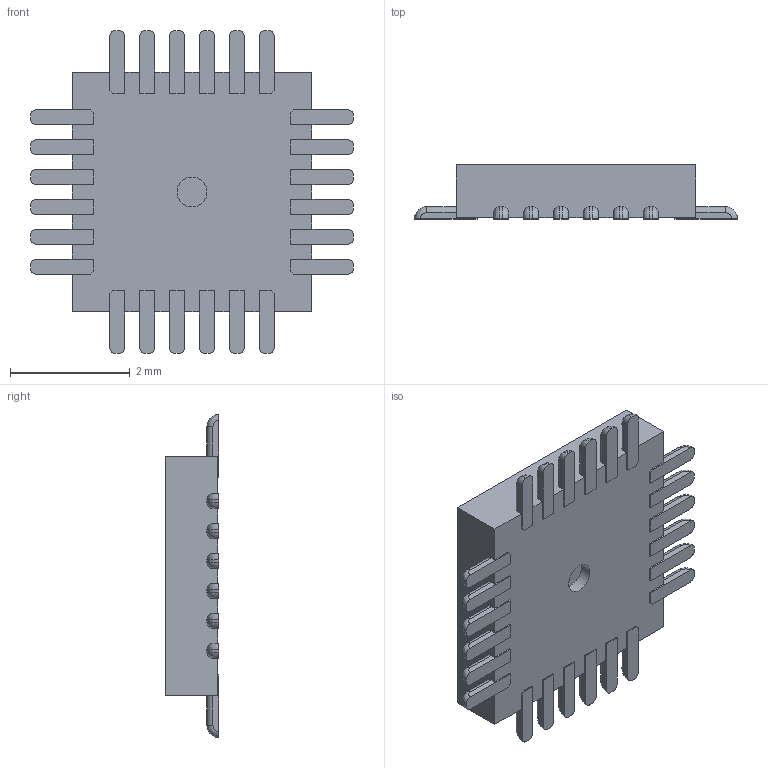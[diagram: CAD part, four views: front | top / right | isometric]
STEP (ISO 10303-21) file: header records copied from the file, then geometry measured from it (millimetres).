
FILE_DESCRIPTION(/* description */ (''),/* implementation_level */ '2;1');
FILE_NAME(/* name */ 'sensor chip_ipt_8b6aa025.STEP',/* time_stamp */ '2024-05-28T14:29:30+01:00',/* author */ ('rlndo'),/* organization */ (''),/* preprocessor_version */ 'ST-DEVELOPER v16.13',/* originating_system */ 'Autodesk Inventor 2018',/* authorisation */ '');
FILE_SCHEMA (('AUTOMOTIVE_DESIGN { 1 0 10303 214 3 1 1 }'));
Length unit declared in the file: millimetre
Products named in the file (1): sensor chip
Bounding box: 5.4 x 0.9 x 5.4 mm (x, y, z)
Volume: 14.8 mm3; surface area: 59.4 mm2
Topology: 1 solids, 1 shells, 256 faces, 711 edges, 458 vertices
Faces by surface type: plane 135, cylinder 73, bspline 48
Full cylindrical faces by diameter (mm): 0.5 x1
Entity records: 8694 total; most frequent: CARTESIAN_POINT 1809, ORIENTED_EDGE 1420, DIRECTION 1370, EDGE_CURVE 710, LINE 468, VECTOR 468, VERTEX_POINT 458, AXIS2_PLACEMENT_3D 451
